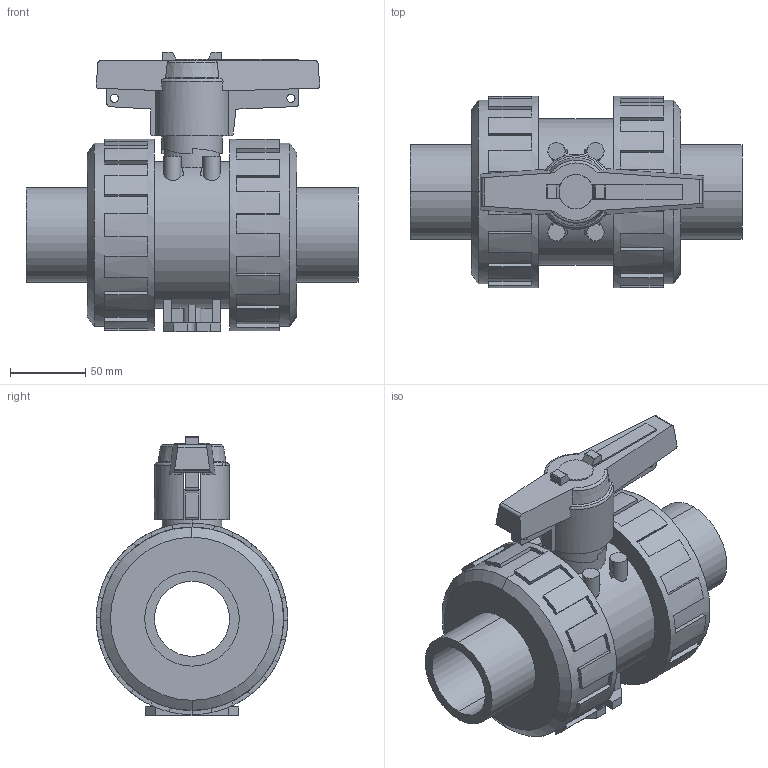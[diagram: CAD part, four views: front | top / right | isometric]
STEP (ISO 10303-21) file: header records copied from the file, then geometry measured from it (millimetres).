
FILE_DESCRIPTION(('STEP AP214'),'1');
FILE_NAME('cctmp_0A6193D1-0AA6-4C21-AE93-84DC3D32D424_2018_11_22_14_46_40_931..stp','2018-11-22T13:46:41',('Praher Valves GmbH'),('CADClick - www.CADClick.com'),'Spatial InterOp 3D',' ','unknown authorization');
FILE_SCHEMA(('AUTOMOTIVE_DESIGN'));
Length unit declared in the file: millimetre
Products named in the file (1): 124104
Bounding box: 221 x 127.5 x 186 mm (x, y, z)
Volume: 1453393.7 mm3; surface area: 214338.6 mm2
Topology: 1 solids, 1 shells, 342 faces, 996 edges, 658 vertices
Faces by surface type: plane 256, cylinder 62, cone 16, torus 8
Entity records: 14717 total; most frequent: CARTESIAN_POINT 2716, ORIENTED_EDGE 1992, DIRECTION 1938, EDGE_CURVE 996, AXIS2_PLACEMENT_3D 661, VERTEX_POINT 658, LINE 616, VECTOR 616
